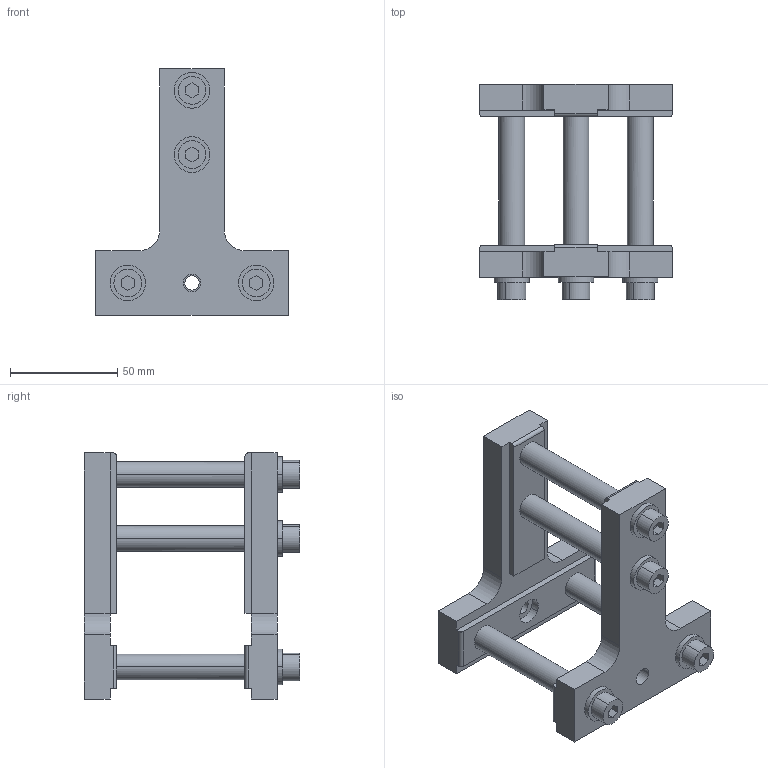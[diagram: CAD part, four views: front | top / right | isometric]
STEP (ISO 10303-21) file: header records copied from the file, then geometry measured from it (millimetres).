
FILE_DESCRIPTION(('CATIA V5 STEP Exchange','CAx-IF Rec.Pracs.--- Model Styling and Organization---1.4--- 2014-01-23'),'2;1');
FILE_NAME('TOS_021_SET_457607_01.stp','2021-06-08T10:44:07+00:00',('none'),('none'),'CATIA Version 5-6 Release 2018 SP3 HF13','CATIA V5 STEP AP214','none');
FILE_SCHEMA(('AUTOMOTIVE_DESIGN { 1 0 10303 214 1 1 1 1 }'));
Length unit declared in the file: millimetre
Products named in the file (1): TOS_021_SET_457607_01
Bounding box: 90 x 100.5 x 115 mm (x, y, z)
Volume: 176529.7 mm3; surface area: 62863.9 mm2
Topology: 1 solids, 5 shells, 232 faces, 542 edges, 356 vertices
Faces by surface type: plane 102, cylinder 98, cone 32
Entity records: 6412 total; most frequent: ORIENTED_EDGE 1084, CARTESIAN_POINT 1065, DIRECTION 874, EDGE_CURVE 542, AXIS2_PLACEMENT_3D 411, VERTEX_POINT 356, VECTOR 298, LINE 298
